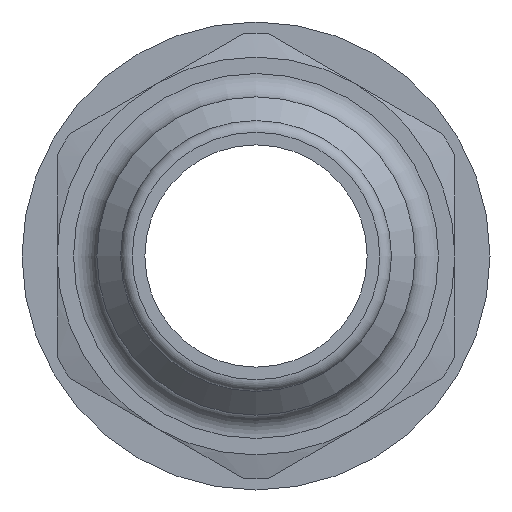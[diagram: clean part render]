
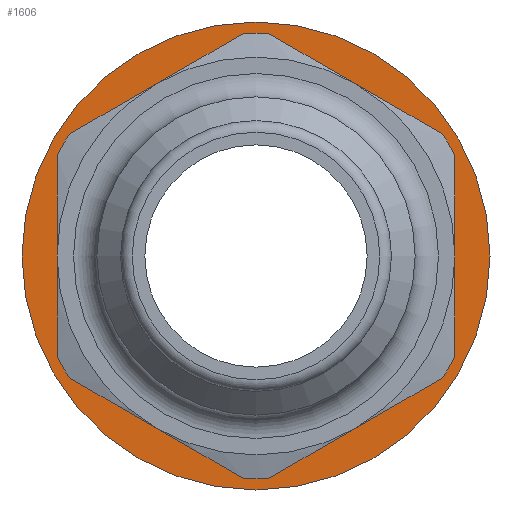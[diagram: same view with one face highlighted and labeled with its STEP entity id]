
A CAD part, left-side view. The second image highlights one B-rep face of the part: STEP entity #1606.
In plain terms, the highlighted face is planar.
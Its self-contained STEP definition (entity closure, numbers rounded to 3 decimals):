
#1437=CARTESIAN_POINT('',(16.367,-16.3,0.0));
#1438=VERTEX_POINT('',#1437);
#1445=CARTESIAN_POINT('',(16.367,16.3,0.0));
#1446=VERTEX_POINT('',#1445);
#1447=CARTESIAN_POINT('',(20.0,0.0,0.0));
#1448=DIRECTION('',(0.0,0.0,1.0));
#1449=DIRECTION('',(-0.218,0.976,0.0));
#1450=AXIS2_PLACEMENT_3D('',#1447,#1448,#1449);
#1451=CIRCLE('',#1450,16.7);
#1452=EDGE_CURVE('',#1446,#1438,#1451,.T.);
#1477=CARTESIAN_POINT('',(23.633,16.3,0.0));
#1478=VERTEX_POINT('',#1477);
#1479=CARTESIAN_POINT('',(23.633,16.3,0.0));
#1480=DIRECTION('',(-1.0,0.0,0.0));
#1481=VECTOR('',#1480,7.266);
#1482=LINE('',#1479,#1481);
#1483=EDGE_CURVE('',#1478,#1446,#1482,.T.);
#1509=CARTESIAN_POINT('',(23.633,-16.3,0.0));
#1510=VERTEX_POINT('',#1509);
#1511=CARTESIAN_POINT('',(20.0,0.0,0.0));
#1512=DIRECTION('',(0.0,0.0,1.0));
#1513=DIRECTION('',(0.218,-0.976,0.0));
#1514=AXIS2_PLACEMENT_3D('',#1511,#1512,#1513);
#1515=CIRCLE('',#1514,16.7);
#1516=EDGE_CURVE('',#1510,#1478,#1515,.T.);
#1539=CARTESIAN_POINT('',(16.367,-16.3,0.0));
#1540=DIRECTION('',(1.0,0.0,0.0));
#1541=VECTOR('',#1540,7.266);
#1542=LINE('',#1539,#1541);
#1543=EDGE_CURVE('',#1438,#1510,#1542,.T.);
#1565=CARTESIAN_POINT('',(40.0,0.,0.0));
#1566=VERTEX_POINT('',#1565);
#1567=CARTESIAN_POINT('',(20.0,0.0,0.0));
#1568=DIRECTION('',(0.0,0.0,-1.0));
#1569=DIRECTION('',(-1.0,0.0,0.0));
#1570=AXIS2_PLACEMENT_3D('',#1567,#1568,#1569);
#1571=CIRCLE('',#1570,20.0);
#1572=EDGE_CURVE('',#1566,#1566,#1571,.T.);
#1592=CARTESIAN_POINT('',(20.0,0.0,0.0));
#1593=DIRECTION('',(0.0,0.0,-1.0));
#1594=DIRECTION('',(-1.0,0.0,0.0));
#1595=AXIS2_PLACEMENT_3D('',#1592,#1593,#1594);
#1596=PLANE('',#1595);
#1597=ORIENTED_EDGE('',*,*,#1572,.T.);
#1598=EDGE_LOOP('',(#1597));
#1599=FACE_OUTER_BOUND('',#1598,.T.);
#1600=ORIENTED_EDGE('',*,*,#1452,.T.);
#1601=ORIENTED_EDGE('',*,*,#1543,.T.);
#1602=ORIENTED_EDGE('',*,*,#1516,.T.);
#1603=ORIENTED_EDGE('',*,*,#1483,.T.);
#1604=EDGE_LOOP('',(#1600,#1601,#1602,#1603));
#1605=FACE_BOUND('',#1604,.T.);
#1606=ADVANCED_FACE('',(#1599,#1605),#1596,.T.);
